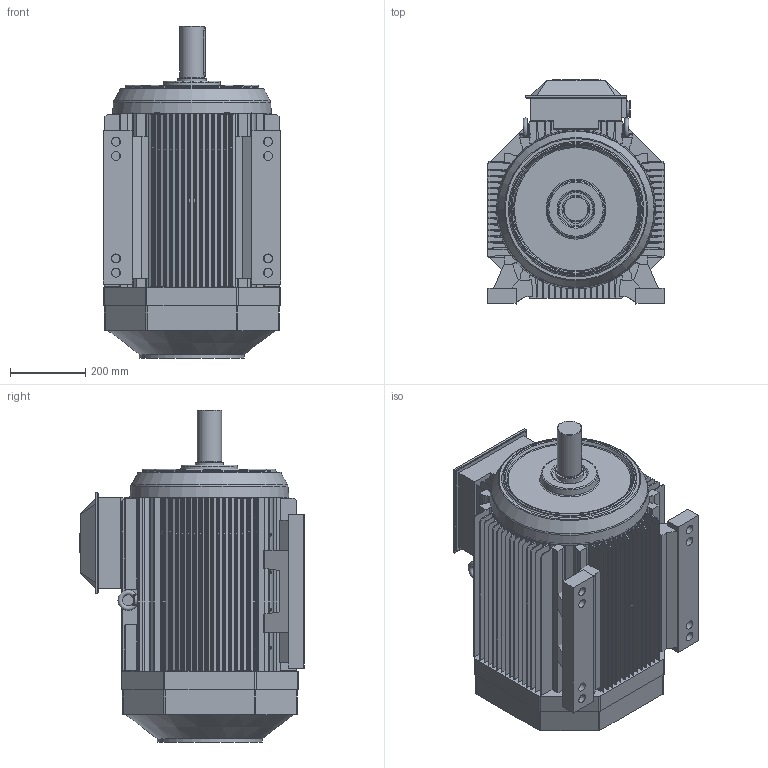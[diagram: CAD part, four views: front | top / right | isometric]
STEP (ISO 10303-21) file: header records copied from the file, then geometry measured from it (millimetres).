
FILE_DESCRIPTION((''),'2;1');
FILE_NAME('M2AA IE2 250 4-8P B3.stp','2015-07-02T13:18:41',('sejotaa1'),(''),'Autodesk Inventor 2011','Autodesk Inventor 2011','');
FILE_SCHEMA(('AUTOMOTIVE_DESIGN { 1 0 10303 214 1 1 1 1 }'));
Length unit declared in the file: millimetre
Products named in the file (1): M2AA IE2 250 4-8P B3
Bounding box: 473 x 596.6 x 884 mm (x, y, z)
Volume: 125007536.3 mm3; surface area: 9964233.2 mm2
Topology: 24 solids, 72 shells, 2216 faces, 5896 edges, 3898 vertices
Faces by surface type: plane 1106, cylinder 918, bspline 78, torus 60, cone 54
Full cylindrical faces by diameter (mm): 3.3 x8, 5.5 x8, 11 x2, 12 x4, 16 x4, 20 x2, 24 x16, 34 x2, 40 x6, 44.942 x2, 47 x2, 59 x2, 62 x2, 64.4 x4, 65 x6, 74.4 x2, 75 x2, 76 x2, 86 x2, 90 x2, 90.1 x2, 95 x2, 280.294 x2, 410 x2, 418 x4
Entity records: 77740 total; most frequent: CARTESIAN_POINT 19625, DIRECTION 11788, ORIENTED_EDGE 11232, EDGE_CURVE 5676, AXIS2_PLACEMENT_3D 4291, VERTEX_POINT 3874, VECTOR 3206, LINE 3206
